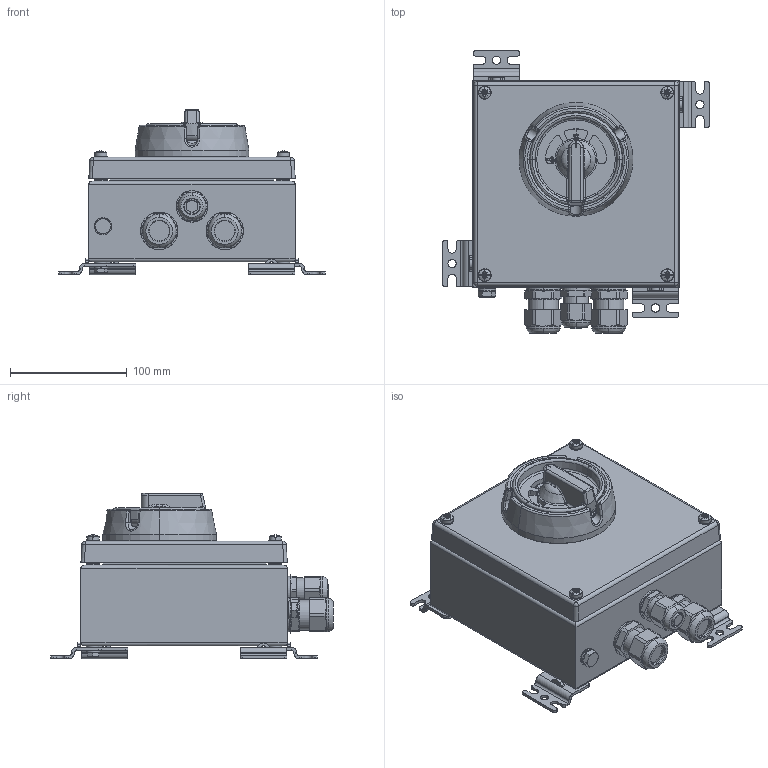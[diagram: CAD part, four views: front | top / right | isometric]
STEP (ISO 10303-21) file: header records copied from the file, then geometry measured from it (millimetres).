
FILE_DESCRIPTION (( 'STEP AP203' ), '1' );
FILE_NAME ('8150-5-V37-302-50-____-214171.STEP', '2015-07-23T08:43:00', ( '' ), ( '' ), 'SwSTEP 2.0', 'SolidWorks 2015', '' );
FILE_SCHEMA (( 'CONFIG_CONTROL_DESIGN' ));
Length unit declared in the file: millimetre
Products named in the file (1): 8150-5-V37-302-50-____-214171
Bounding box: 228 x 241.56 x 141.5 mm (x, y, z)
Volume: 2850140.8 mm3; surface area: 234396.3 mm2
Topology: 1 solids, 1 shells, 2461 faces, 6601 edges, 4103 vertices
Faces by surface type: plane 786, cylinder 693, cone 568, bspline 281, torus 93, sphere 40
Entity records: 84969 total; most frequent: CARTESIAN_POINT 25133, ORIENTED_EDGE 13078, DIRECTION 12265, EDGE_CURVE 6539, AXIS2_PLACEMENT_3D 4671, VERTEX_POINT 4101, VECTOR 2923, LINE 2923
